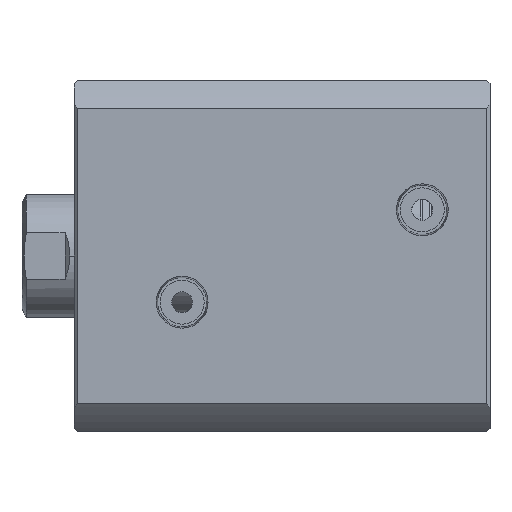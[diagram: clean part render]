
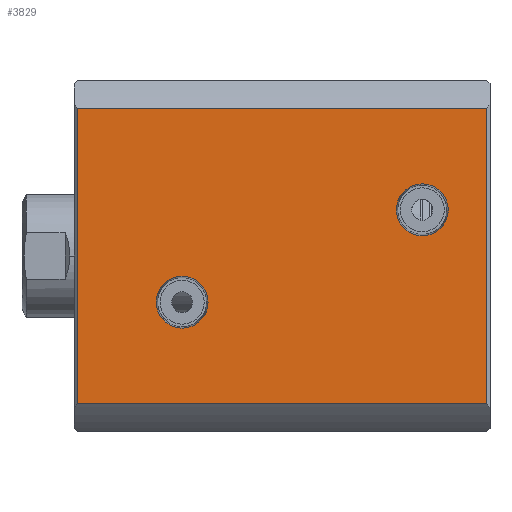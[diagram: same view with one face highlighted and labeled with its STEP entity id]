
A CAD part, left-side view. The second image highlights one B-rep face of the part: STEP entity #3829.
In plain terms, the highlighted face is planar.
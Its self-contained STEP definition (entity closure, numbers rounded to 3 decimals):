
#57 = AXIS2_PLACEMENT_3D ( 'NONE', #3148, #9944, #4121 ) ;
#298 = DIRECTION ( 'NONE',  ( 0., 1., 0. ) ) ;
#823 = ORIENTED_EDGE ( 'NONE', *, *, #8474, .F. ) ;
#835 = EDGE_LOOP ( 'NONE', ( #5741, #823 ) ) ;
#1143 = ORIENTED_EDGE ( 'NONE', *, *, #12424, .F. ) ;
#1500 = VERTEX_POINT ( 'NONE', #6913 ) ;
#1563 = AXIS2_PLACEMENT_3D ( 'NONE', #11269, #5474, #12235 ) ;
#1568 = CARTESIAN_POINT ( 'NONE',  ( -15., 57., 43.428 ) ) ;
#1571 = CIRCLE ( 'NONE', #8349, 8.428 ) ;
#1636 = DIRECTION ( 'NONE',  ( 0., 0., -1. ) ) ;
#1736 = ORIENTED_EDGE ( 'NONE', *, *, #10178, .T. ) ;
#1934 = VERTEX_POINT ( 'NONE', #1568 ) ;
#2259 = EDGE_CURVE ( 'NONE', #1934, #8866, #9235, .T. ) ;
#2309 = VECTOR ( 'NONE', #3955, 1000. ) ;
#2381 = VERTEX_POINT ( 'NONE', #5254 ) ;
#2423 = CARTESIAN_POINT ( 'NONE',  ( -47.971, 57., 134. ) ) ;
#3148 = CARTESIAN_POINT ( 'NONE',  ( -15., 57., 35. ) ) ;
#3829 = ADVANCED_FACE ( 'NONE', ( #7521, #4957, #5282 ), #12267, .F. ) ;
#3955 = DIRECTION ( 'NONE',  ( 1., 0., 0. ) ) ;
#4015 = LINE ( 'NONE', #4614, #8867 ) ;
#4042 = AXIS2_PLACEMENT_3D ( 'NONE', #10319, #7476, #1636 ) ;
#4121 = DIRECTION ( 'NONE',  ( 0., 0., 1. ) ) ;
#4140 = VECTOR ( 'NONE', #10001, 1000. ) ;
#4520 = DIRECTION ( 'NONE',  ( 0., 1., 0. ) ) ;
#4614 = CARTESIAN_POINT ( 'NONE',  ( 47.971, 57., 300. ) ) ;
#4631 = AXIS2_PLACEMENT_3D ( 'NONE', #6164, #298, #7109 ) ;
#4639 = EDGE_CURVE ( 'NONE', #5489, #1500, #5412, .T. ) ;
#4957 = FACE_BOUND ( 'NONE', #11996, .T. ) ;
#5003 = CARTESIAN_POINT ( 'NONE',  ( 47.971, 57., 1. ) ) ;
#5240 = LINE ( 'NONE', #10753, #2309 ) ;
#5254 = CARTESIAN_POINT ( 'NONE',  ( -47.971, 57., 1. ) ) ;
#5282 = FACE_OUTER_BOUND ( 'NONE', #7553, .T. ) ;
#5412 = CIRCLE ( 'NONE', #4631, 8.428 ) ;
#5474 = DIRECTION ( 'NONE',  ( 0., 1., 0. ) ) ;
#5489 = VERTEX_POINT ( 'NONE', #7385 ) ;
#5493 = CARTESIAN_POINT ( 'NONE',  ( 47.971, 57., 134. ) ) ;
#5741 = ORIENTED_EDGE ( 'NONE', *, *, #2259, .F. ) ;
#6164 = CARTESIAN_POINT ( 'NONE',  ( 15., 57., 113. ) ) ;
#6364 = ORIENTED_EDGE ( 'NONE', *, *, #4639, .F. ) ;
#6913 = CARTESIAN_POINT ( 'NONE',  ( 15., 57., 121.428 ) ) ;
#6995 = EDGE_CURVE ( 'NONE', #10208, #2381, #11340, .T. ) ;
#7031 = LINE ( 'NONE', #9001, #4140 ) ;
#7109 = DIRECTION ( 'NONE',  ( 0., 0., 1. ) ) ;
#7256 = ORIENTED_EDGE ( 'NONE', *, *, #8129, .F. ) ;
#7385 = CARTESIAN_POINT ( 'NONE',  ( 15., 57., 104.572 ) ) ;
#7476 = DIRECTION ( 'NONE',  ( 0., -1., 0. ) ) ;
#7521 = FACE_BOUND ( 'NONE', #835, .T. ) ;
#7553 = EDGE_LOOP ( 'NONE', ( #9222, #1736, #7256, #12390 ) ) ;
#7859 = CARTESIAN_POINT ( 'NONE',  ( -57., 57., 1. ) ) ;
#8129 = EDGE_CURVE ( 'NONE', #10208, #9495, #4015, .T. ) ;
#8349 = AXIS2_PLACEMENT_3D ( 'NONE', #10323, #4520, #11304 ) ;
#8461 = DIRECTION ( 'NONE',  ( 0., 0., 1. ) ) ;
#8474 = EDGE_CURVE ( 'NONE', #8866, #1934, #1571, .T. ) ;
#8866 = VERTEX_POINT ( 'NONE', #12306 ) ;
#8867 = VECTOR ( 'NONE', #8461, 1000. ) ;
#9001 = CARTESIAN_POINT ( 'NONE',  ( -47.971, 57., 300. ) ) ;
#9148 = CIRCLE ( 'NONE', #1563, 8.428 ) ;
#9222 = ORIENTED_EDGE ( 'NONE', *, *, #10651, .F. ) ;
#9235 = CIRCLE ( 'NONE', #57, 8.428 ) ;
#9495 = VERTEX_POINT ( 'NONE', #5493 ) ;
#9944 = DIRECTION ( 'NONE',  ( 0., 1., 0. ) ) ;
#10001 = DIRECTION ( 'NONE',  ( 0., 0., -1. ) ) ;
#10178 = EDGE_CURVE ( 'NONE', #10445, #9495, #5240, .T. ) ;
#10208 = VERTEX_POINT ( 'NONE', #5003 ) ;
#10319 = CARTESIAN_POINT ( 'NONE',  ( -57., 57., 135. ) ) ;
#10323 = CARTESIAN_POINT ( 'NONE',  ( -15., 57., 35. ) ) ;
#10445 = VERTEX_POINT ( 'NONE', #2423 ) ;
#10651 = EDGE_CURVE ( 'NONE', #10445, #2381, #7031, .T. ) ;
#10753 = CARTESIAN_POINT ( 'NONE',  ( 57., 57., 134. ) ) ;
#11057 = VECTOR ( 'NONE', #11815, 1000. ) ;
#11269 = CARTESIAN_POINT ( 'NONE',  ( 15., 57., 113. ) ) ;
#11304 = DIRECTION ( 'NONE',  ( 0., 0., 1. ) ) ;
#11340 = LINE ( 'NONE', #7859, #11057 ) ;
#11815 = DIRECTION ( 'NONE',  ( -1., 0., 0. ) ) ;
#11996 = EDGE_LOOP ( 'NONE', ( #1143, #6364 ) ) ;
#12235 = DIRECTION ( 'NONE',  ( 0., 0., 1. ) ) ;
#12267 = PLANE ( 'NONE',  #4042 ) ;
#12306 = CARTESIAN_POINT ( 'NONE',  ( -15., 57., 26.572 ) ) ;
#12390 = ORIENTED_EDGE ( 'NONE', *, *, #6995, .T. ) ;
#12424 = EDGE_CURVE ( 'NONE', #1500, #5489, #9148, .T. ) ;
